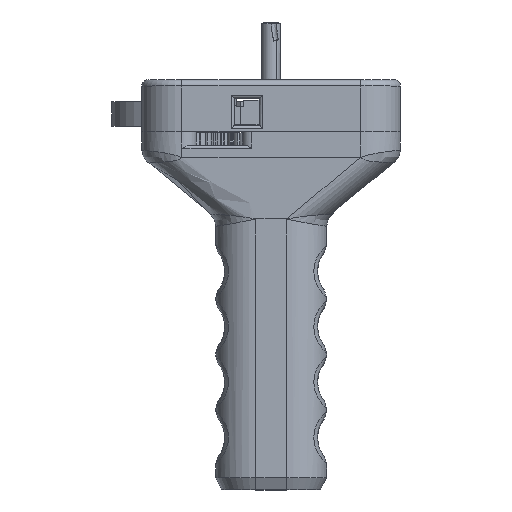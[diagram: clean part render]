
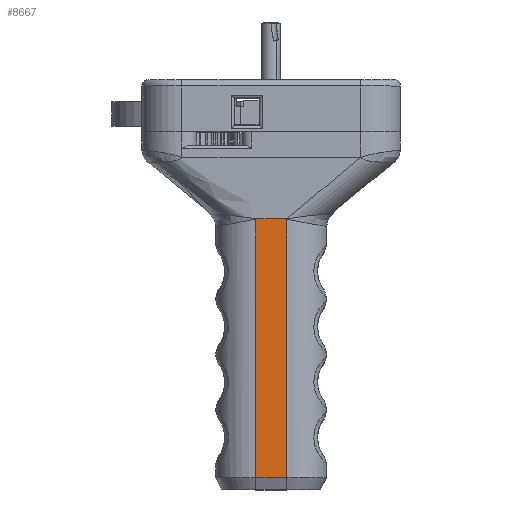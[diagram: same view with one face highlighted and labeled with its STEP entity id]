
A CAD part, top view. The second image highlights one B-rep face of the part: STEP entity #8667.
In plain terms, the highlighted planar face has unit normal (0, 0, 1).
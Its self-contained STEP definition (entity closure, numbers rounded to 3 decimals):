
#1849 = DIRECTION ( 'NONE',  ( 0., -1., 0. ) ) ;
#1871 = VECTOR ( 'NONE', #1849, 1000. ) ;
#2017 = CARTESIAN_POINT ( 'NONE',  ( 3.34, 88., 13. ) ) ;
#2899 = CARTESIAN_POINT ( 'NONE',  ( -5., 4., 13. ) ) ;
#3406 = VERTEX_POINT ( 'NONE', #3947 ) ;
#3947 = CARTESIAN_POINT ( 'NONE',  ( -5., 88., 13. ) ) ;
#4414 = CARTESIAN_POINT ( 'NONE',  ( 5., 4., 13. ) ) ;
#4616 = CARTESIAN_POINT ( 'NONE',  ( 2.177, 88., 13. ) ) ;
#6535 = VECTOR ( 'NONE', #7063, 1000. ) ;
#6569 = CARTESIAN_POINT ( 'NONE',  ( -0.012, 88., 13. ) ) ;
#7063 = DIRECTION ( 'NONE',  ( 0., -1., 0. ) ) ;
#8667 = ADVANCED_FACE ( 'NONE', ( #17378 ), #27325, .F. ) ;
#9903 = CARTESIAN_POINT ( 'NONE',  ( 0., 88., 13. ) ) ;
#10341 = EDGE_CURVE ( 'NONE', #3406, #16698, #19332, .T. ) ;
#10348 = CARTESIAN_POINT ( 'NONE',  ( 5., 88., 13. ) ) ;
#12044 = ORIENTED_EDGE ( 'NONE', *, *, #31242, .T. ) ;
#12266 = LINE ( 'NONE', #24490, #6535 ) ;
#12324 = ORIENTED_EDGE ( 'NONE', *, *, #18836, .F. ) ;
#12660 = DIRECTION ( 'NONE',  ( -1., 0., 0. ) ) ;
#13010 = VERTEX_POINT ( 'NONE', #4414 ) ;
#16698 = VERTEX_POINT ( 'NONE', #10348 ) ;
#16809 = LINE ( 'NONE', #24149, #1871 ) ;
#16926 = VECTOR ( 'NONE', #28589, 1000. ) ;
#17378 = FACE_OUTER_BOUND ( 'NONE', #26069, .T. ) ;
#17995 = AXIS2_PLACEMENT_3D ( 'NONE', #9903, #20167, #12660 ) ;
#18836 = EDGE_CURVE ( 'NONE', #16698, #13010, #16809, .T. ) ;
#19332 = B_SPLINE_CURVE_WITH_KNOTS ( 'NONE', 3,
 ( #21713, #28872, #24471, #6569, #4616, #2017, #26590 ),
 .UNSPECIFIED., .F., .F.,
 ( 4, 1, 1, 1, 4 ),
 ( 0., 0.25, 0.5, 0.75, 1. ),
 .UNSPECIFIED. ) ;
#20167 = DIRECTION ( 'NONE',  ( 0., 0., -1. ) ) ;
#20782 = CARTESIAN_POINT ( 'NONE',  ( 0., 4., 13. ) ) ;
#21713 = CARTESIAN_POINT ( 'NONE',  ( -5., 88., 13. ) ) ;
#24149 = CARTESIAN_POINT ( 'NONE',  ( 5., 88., 13. ) ) ;
#24471 = CARTESIAN_POINT ( 'NONE',  ( -2.167, 88., 13. ) ) ;
#24490 = CARTESIAN_POINT ( 'NONE',  ( -5., 88., 13. ) ) ;
#26069 = EDGE_LOOP ( 'NONE', ( #12044, #31806, #12324, #30944 ) ) ;
#26590 = CARTESIAN_POINT ( 'NONE',  ( 5., 88., 13. ) ) ;
#27325 = PLANE ( 'NONE',  #17995 ) ;
#28435 = LINE ( 'NONE', #20782, #16926 ) ;
#28589 = DIRECTION ( 'NONE',  ( 1., 0., 0. ) ) ;
#28872 = CARTESIAN_POINT ( 'NONE',  ( -3.34, 88., 13. ) ) ;
#29248 = EDGE_CURVE ( 'NONE', #29434, #13010, #28435, .T. ) ;
#29434 = VERTEX_POINT ( 'NONE', #2899 ) ;
#30944 = ORIENTED_EDGE ( 'NONE', *, *, #10341, .F. ) ;
#31242 = EDGE_CURVE ( 'NONE', #3406, #29434, #12266, .T. ) ;
#31806 = ORIENTED_EDGE ( 'NONE', *, *, #29248, .T. ) ;
